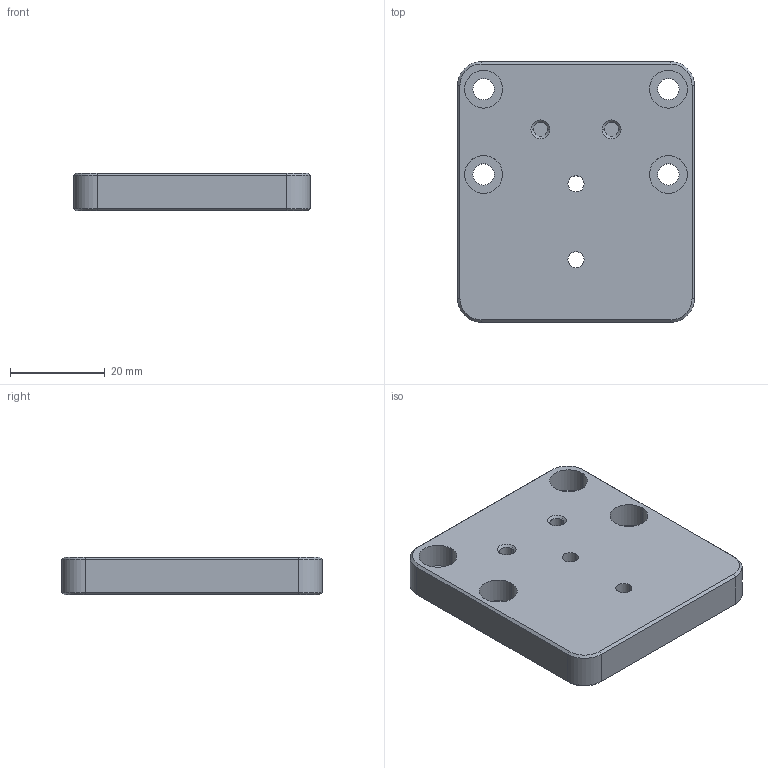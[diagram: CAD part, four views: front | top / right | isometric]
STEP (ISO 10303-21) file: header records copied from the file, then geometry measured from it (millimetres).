
FILE_DESCRIPTION (( 'STEP AP203' ), '1' );
FILE_NAME ('PDG60-4-1.STEP', '2024-02-15T05:46:59', ( '' ), ( '' ), 'SwSTEP 2.0', 'SolidWorks 2020', '' );
FILE_SCHEMA (( 'CONFIG_CONTROL_DESIGN' ));
Length unit declared in the file: millimetre
Products named in the file (1): PDG60-4-1
Bounding box: 50 x 55 x 8 mm (x, y, z)
Volume: 20050 mm3; surface area: 7849.2 mm2
Topology: 1 solids, 1 shells, 76 faces, 168 edges, 104 vertices
Faces by surface type: cylinder 36, plane 24, cone 16
Entity records: 2209 total; most frequent: DIRECTION 410, CARTESIAN_POINT 349, ORIENTED_EDGE 336, EDGE_CURVE 168, AXIS2_PLACEMENT_3D 165, VERTEX_POINT 104, EDGE_LOOP 98, CIRCLE 88
